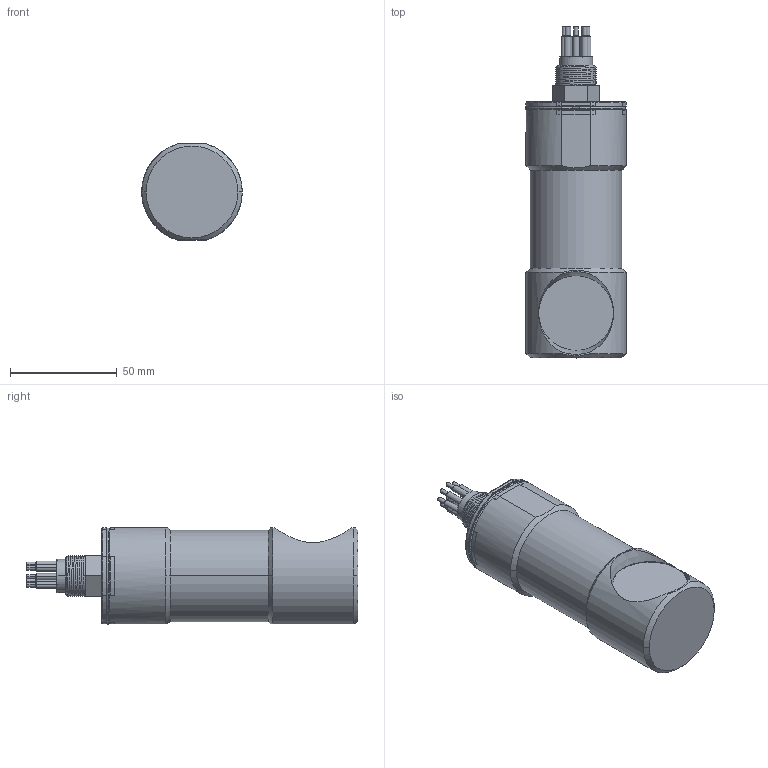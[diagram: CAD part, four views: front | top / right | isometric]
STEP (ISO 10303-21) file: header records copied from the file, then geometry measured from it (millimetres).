
FILE_DESCRIPTION (( 'STEP AP214' ), '1' );
FILE_NAME ('ISA500RA.STEP', '2016-05-28T13:46:14', ( '' ), ( '' ), 'SwSTEP 2.0', 'SolidWorks 2016', '' );
FILE_SCHEMA (( 'AUTOMOTIVE_DESIGN' ));
Length unit declared in the file: millimetre
Products named in the file (1): ISA500RA
Bounding box: 47.05 x 155.5 x 45.02 mm (x, y, z)
Surface area: 26636.9 mm2 (no closed solid volume)
Topology: 0 solids, 6 shells, 279 faces, 927 edges, 648 vertices
Faces by surface type: cylinder 108, plane 88, cone 42, torus 25, bspline 16
Entity records: 15309 total; most frequent: CARTESIAN_POINT 4397, DIRECTION 1613, ORIENTED_EDGE 1567, EDGE_CURVE 927, VERTEX_POINT 648, AXIS2_PLACEMENT_3D 603, LINE 407, VECTOR 407
